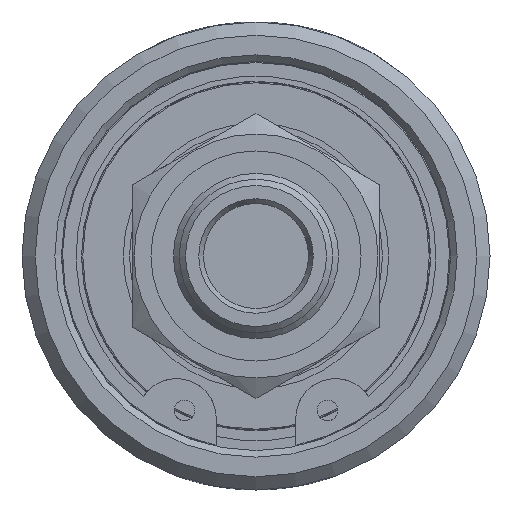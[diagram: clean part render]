
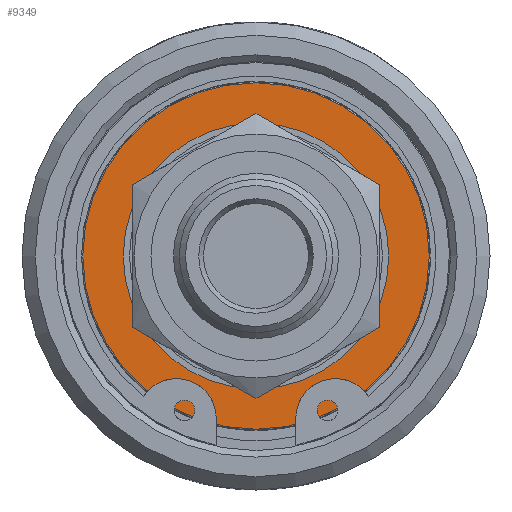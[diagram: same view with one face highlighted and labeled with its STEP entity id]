
A CAD part, left-side view. The second image highlights one B-rep face of the part: STEP entity #9349.
In plain terms, the highlighted planar face has unit normal (-1, 0, 0).
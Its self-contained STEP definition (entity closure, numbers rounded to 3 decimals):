
#2086=FACE_BOUND('',#3356,.T.);
#2265=PLANE('',#9999);
#2778=FACE_OUTER_BOUND('',#3355,.T.);
#3355=EDGE_LOOP('',(#8740,#8741));
#3356=EDGE_LOOP('',(#8742,#8743));
#3706=CIRCLE('',#9997,16.05);
#3707=CIRCLE('',#9998,16.05);
#3708=CIRCLE('',#10000,20.95);
#3709=CIRCLE('',#10001,20.95);
#4627=VERTEX_POINT('',#76729);
#4628=VERTEX_POINT('',#76730);
#4629=VERTEX_POINT('',#76735);
#4630=VERTEX_POINT('',#76736);
#6007=EDGE_CURVE('',#4627,#4628,#3706,.T.);
#6008=EDGE_CURVE('',#4628,#4627,#3707,.T.);
#6010=EDGE_CURVE('',#4629,#4630,#3708,.T.);
#6011=EDGE_CURVE('',#4630,#4629,#3709,.T.);
#8740=ORIENTED_EDGE('',*,*,#6010,.F.);
#8741=ORIENTED_EDGE('',*,*,#6011,.F.);
#8742=ORIENTED_EDGE('',*,*,#6007,.T.);
#8743=ORIENTED_EDGE('',*,*,#6008,.T.);
#9349=ADVANCED_FACE('',(#2778,#2086),#2265,.T.);
#9997=AXIS2_PLACEMENT_3D('',#76731,#11804,#11805);
#9998=AXIS2_PLACEMENT_3D('',#76732,#11806,#11807);
#9999=AXIS2_PLACEMENT_3D('',#76734,#11809,#11810);
#10000=AXIS2_PLACEMENT_3D('',#76737,#11811,#11812);
#10001=AXIS2_PLACEMENT_3D('',#76738,#11813,#11814);
#11804=DIRECTION('center_axis',(1.,0.,0.));
#11805=DIRECTION('ref_axis',(0.,-1.,0.));
#11806=DIRECTION('center_axis',(1.,0.,0.));
#11807=DIRECTION('ref_axis',(0.,-1.,0.));
#11809=DIRECTION('center_axis',(-1.,0.,0.));
#11810=DIRECTION('ref_axis',(0.,0.,1.));
#11811=DIRECTION('center_axis',(1.,0.,0.));
#11812=DIRECTION('ref_axis',(0.,-1.,0.));
#11813=DIRECTION('center_axis',(1.,0.,0.));
#11814=DIRECTION('ref_axis',(0.,-1.,0.));
#76729=CARTESIAN_POINT('',(38.425,-16.05,0.));
#76730=CARTESIAN_POINT('',(38.425,16.05,0.));
#76731=CARTESIAN_POINT('Origin',(38.425,0.,0.));
#76732=CARTESIAN_POINT('Origin',(38.425,0.,0.));
#76734=CARTESIAN_POINT('Origin',(38.425,-18.5,0.));
#76735=CARTESIAN_POINT('',(38.425,-20.95,0.));
#76736=CARTESIAN_POINT('',(38.425,20.95,0.));
#76737=CARTESIAN_POINT('Origin',(38.425,0.,0.));
#76738=CARTESIAN_POINT('Origin',(38.425,0.,0.));
